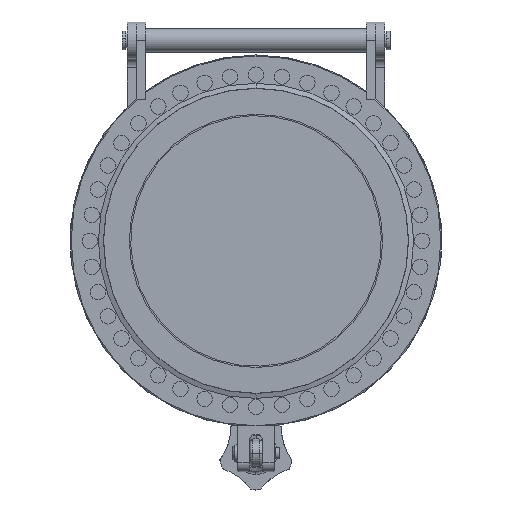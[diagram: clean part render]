
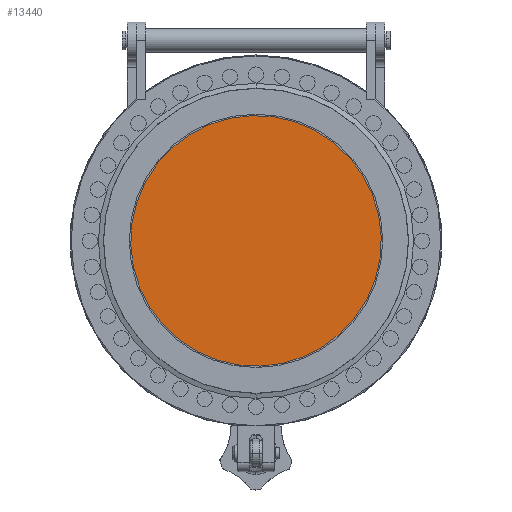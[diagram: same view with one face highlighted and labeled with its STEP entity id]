
A CAD part, front view. The second image highlights one B-rep face of the part: STEP entity #13440.
In plain terms, the highlighted face is planar.
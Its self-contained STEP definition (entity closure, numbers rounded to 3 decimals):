
#462 = DIRECTION ( 'NONE',  ( 1., 0., 0. ) ) ;
#689 = EDGE_LOOP ( 'NONE', ( #7106, #5221 ) ) ;
#2228 = CARTESIAN_POINT ( 'NONE',  ( 6., 0., -72.5 ) ) ;
#2263 = AXIS2_PLACEMENT_3D ( 'NONE', #7102, #17286, #10080 ) ;
#3235 = AXIS2_PLACEMENT_3D ( 'NONE', #10301, #462, #6268 ) ;
#3469 = CIRCLE ( 'NONE', #2263, 72.5 ) ;
#5221 = ORIENTED_EDGE ( 'NONE', *, *, #15285, .T. ) ;
#6268 = DIRECTION ( 'NONE',  ( 0., 0., -1. ) ) ;
#7033 = VERTEX_POINT ( 'NONE', #7588 ) ;
#7102 = CARTESIAN_POINT ( 'NONE',  ( 6., 0., 0. ) ) ;
#7106 = ORIENTED_EDGE ( 'NONE', *, *, #7466, .T. ) ;
#7466 = EDGE_CURVE ( 'NONE', #7033, #14017, #3469, .T. ) ;
#7588 = CARTESIAN_POINT ( 'NONE',  ( 6., 0., 72.5 ) ) ;
#7861 = DIRECTION ( 'NONE',  ( 1., 0., 0. ) ) ;
#9849 = CIRCLE ( 'NONE', #14978, 72.5 ) ;
#10080 = DIRECTION ( 'NONE',  ( 0., 0., -1. ) ) ;
#10301 = CARTESIAN_POINT ( 'NONE',  ( 6., 0., 0. ) ) ;
#10473 = FACE_OUTER_BOUND ( 'NONE', #689, .T. ) ;
#13440 = ADVANCED_FACE ( 'NONE', ( #10473 ), #13490, .T. ) ;
#13490 = PLANE ( 'NONE',  #3235 ) ;
#13739 = DIRECTION ( 'NONE',  ( 0., 0., -1. ) ) ;
#13944 = CARTESIAN_POINT ( 'NONE',  ( 6., 0., 0. ) ) ;
#14017 = VERTEX_POINT ( 'NONE', #2228 ) ;
#14978 = AXIS2_PLACEMENT_3D ( 'NONE', #13944, #7861, #13739 ) ;
#15285 = EDGE_CURVE ( 'NONE', #14017, #7033, #9849, .T. ) ;
#17286 = DIRECTION ( 'NONE',  ( 1., 0., 0. ) ) ;
